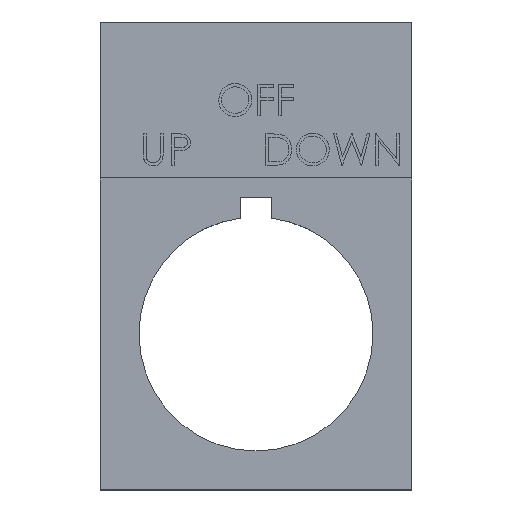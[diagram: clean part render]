
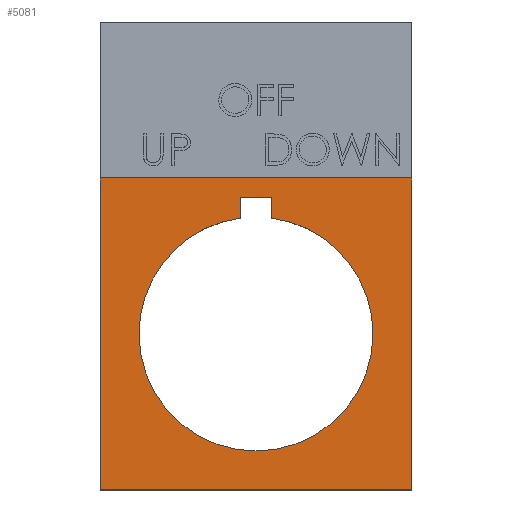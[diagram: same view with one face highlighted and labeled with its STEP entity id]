
A CAD part, top view. The second image highlights one B-rep face of the part: STEP entity #5081.
In plain terms, the highlighted planar face has unit normal (0, 0, 1).
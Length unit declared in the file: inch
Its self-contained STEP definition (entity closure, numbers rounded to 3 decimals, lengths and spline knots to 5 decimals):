
#77 = VECTOR ( 'NONE', #7566, 39.37008 ) ;
#183 = DIRECTION ( 'NONE',  ( 0., 0., -1. ) ) ;
#198 = AXIS2_PLACEMENT_3D ( 'NONE', #6430, #5568, #2364 ) ;
#262 = EDGE_CURVE ( 'NONE', #7171, #8164, #4124, .T. ) ;
#372 = VERTEX_POINT ( 'NONE', #7638 ) ;
#509 = EDGE_CURVE ( 'NONE', #3915, #7171, #1961, .T. ) ;
#529 = DIRECTION ( 'NONE',  ( 1., 0., 0. ) ) ;
#559 = CARTESIAN_POINT ( 'NONE',  ( -0.05906, 0.5177, 0.01969 ) ) ;
#585 = DIRECTION ( 'NONE',  ( 0., 1., 0. ) ) ;
#710 = VECTOR ( 'NONE', #6281, 39.37008 ) ;
#749 = VECTOR ( 'NONE', #585, 39.37008 ) ;
#767 = CIRCLE ( 'NONE', #198, 0.44291 ) ;
#1153 = CARTESIAN_POINT ( 'NONE',  ( 0.59055, 0.59055, 0.01969 ) ) ;
#1267 = EDGE_CURVE ( 'NONE', #8164, #4333, #4259, .T. ) ;
#1347 = ORIENTED_EDGE ( 'NONE', *, *, #7040, .T. ) ;
#1436 = ORIENTED_EDGE ( 'NONE', *, *, #509, .T. ) ;
#1485 = B_SPLINE_CURVE_WITH_KNOTS ( 'NONE', 3,
 ( #6195, #6846, #3043, #7485 ),
 .UNSPECIFIED., .F., .F.,
 ( 4, 4 ),
 ( 0., 1. ),
 .UNSPECIFIED. ) ;
#1739 = VERTEX_POINT ( 'NONE', #1153 ) ;
#1961 = CIRCLE ( 'NONE', #7157, 0.44291 ) ;
#2000 = VERTEX_POINT ( 'NONE', #2005 ) ;
#2005 = CARTESIAN_POINT ( 'NONE',  ( 0.59055, -0.59055, 0.01969 ) ) ;
#2125 = VERTEX_POINT ( 'NONE', #3100 ) ;
#2135 = EDGE_LOOP ( 'NONE', ( #7735, #3818, #1347, #7580, #1436, #5838 ) ) ;
#2364 = DIRECTION ( 'NONE',  ( 1., 0., 0. ) ) ;
#2399 = LINE ( 'NONE', #4208, #2498 ) ;
#2473 = DIRECTION ( 'NONE',  ( -1., 0., 0. ) ) ;
#2498 = VECTOR ( 'NONE', #4151, 39.37008 ) ;
#2547 = EDGE_CURVE ( 'NONE', #2125, #3915, #767, .T. ) ;
#2683 = CIRCLE ( 'NONE', #3335, 0.44291 ) ;
#2792 = CARTESIAN_POINT ( 'NONE',  ( -0.59055, -0.59055, 0.01969 ) ) ;
#3043 = CARTESIAN_POINT ( 'NONE',  ( -0.19685, 0.59055, 0.01969 ) ) ;
#3100 = CARTESIAN_POINT ( 'NONE',  ( 0.44291, 0., 0.01969 ) ) ;
#3110 = ORIENTED_EDGE ( 'NONE', *, *, #5758, .F. ) ;
#3210 = DIRECTION ( 'NONE',  ( 1., 0., 0. ) ) ;
#3335 = AXIS2_PLACEMENT_3D ( 'NONE', #3463, #183, #7218 ) ;
#3337 = CARTESIAN_POINT ( 'NONE',  ( 0., 0., 0.01969 ) ) ;
#3463 = CARTESIAN_POINT ( 'NONE',  ( 0., 0., 0.01969 ) ) ;
#3818 = ORIENTED_EDGE ( 'NONE', *, *, #6954, .T. ) ;
#3915 = VERTEX_POINT ( 'NONE', #7269 ) ;
#4080 = LINE ( 'NONE', #5088, #710 ) ;
#4124 = LINE ( 'NONE', #4994, #749 ) ;
#4136 = CARTESIAN_POINT ( 'NONE',  ( -0.05906, 0.43896, 0.01969 ) ) ;
#4151 = DIRECTION ( 'NONE',  ( 0., -1., 0. ) ) ;
#4157 = VECTOR ( 'NONE', #529, 39.37008 ) ;
#4208 = CARTESIAN_POINT ( 'NONE',  ( 0.59055, -0.59055, 0.01969 ) ) ;
#4259 = LINE ( 'NONE', #5000, #4157 ) ;
#4333 = VERTEX_POINT ( 'NONE', #5733 ) ;
#4515 = EDGE_CURVE ( 'NONE', #1739, #2000, #2399, .T. ) ;
#4557 = DIRECTION ( 'NONE',  ( 0., 0., 1. ) ) ;
#4682 = VERTEX_POINT ( 'NONE', #2792 ) ;
#4923 = EDGE_CURVE ( 'NONE', #1739, #7875, #1485, .T. ) ;
#4968 = CARTESIAN_POINT ( 'NONE',  ( -0.59055, 1.1811, 0.01969 ) ) ;
#4994 = CARTESIAN_POINT ( 'NONE',  ( -0.05906, 0.5177, 0.01969 ) ) ;
#5000 = CARTESIAN_POINT ( 'NONE',  ( 0.05906, 0.5177, 0.01969 ) ) ;
#5032 = AXIS2_PLACEMENT_3D ( 'NONE', #6436, #4557, #3210 ) ;
#5081 = ADVANCED_FACE ( 'NONE', ( #6131, #5926 ), #8120, .T. ) ;
#5088 = CARTESIAN_POINT ( 'NONE',  ( 0.05906, 0.43896, 0.01969 ) ) ;
#5250 = DIRECTION ( 'NONE',  ( 1., 0., 0. ) ) ;
#5381 = EDGE_CURVE ( 'NONE', #4682, #7875, #6630, .T. ) ;
#5522 = VECTOR ( 'NONE', #2473, 39.37008 ) ;
#5568 = DIRECTION ( 'NONE',  ( 0., 0., -1. ) ) ;
#5612 = ORIENTED_EDGE ( 'NONE', *, *, #5381, .F. ) ;
#5733 = CARTESIAN_POINT ( 'NONE',  ( 0.05906, 0.5177, 0.01969 ) ) ;
#5758 = EDGE_CURVE ( 'NONE', #2000, #4682, #7027, .T. ) ;
#5838 = ORIENTED_EDGE ( 'NONE', *, *, #262, .T. ) ;
#5893 = DIRECTION ( 'NONE',  ( 0., 0., -1. ) ) ;
#5926 = FACE_OUTER_BOUND ( 'NONE', #7775, .T. ) ;
#6131 = FACE_BOUND ( 'NONE', #2135, .T. ) ;
#6135 = ORIENTED_EDGE ( 'NONE', *, *, #4923, .T. ) ;
#6195 = CARTESIAN_POINT ( 'NONE',  ( 0.59055, 0.59055, 0.01969 ) ) ;
#6262 = CARTESIAN_POINT ( 'NONE',  ( -0.59055, -0.59055, 0.01969 ) ) ;
#6281 = DIRECTION ( 'NONE',  ( 0., -1., 0. ) ) ;
#6430 = CARTESIAN_POINT ( 'NONE',  ( 0., 0., 0.01969 ) ) ;
#6436 = CARTESIAN_POINT ( 'NONE',  ( 0., 0.29528, 0.01969 ) ) ;
#6582 = CARTESIAN_POINT ( 'NONE',  ( -0.59055, 0.59055, 0.01969 ) ) ;
#6630 = LINE ( 'NONE', #4968, #77 ) ;
#6670 = ORIENTED_EDGE ( 'NONE', *, *, #4515, .F. ) ;
#6846 = CARTESIAN_POINT ( 'NONE',  ( 0.19685, 0.59055, 0.01969 ) ) ;
#6954 = EDGE_CURVE ( 'NONE', #4333, #372, #4080, .T. ) ;
#7027 = LINE ( 'NONE', #6262, #5522 ) ;
#7040 = EDGE_CURVE ( 'NONE', #372, #2125, #2683, .T. ) ;
#7157 = AXIS2_PLACEMENT_3D ( 'NONE', #3337, #5893, #5250 ) ;
#7171 = VERTEX_POINT ( 'NONE', #4136 ) ;
#7218 = DIRECTION ( 'NONE',  ( 1., 0., 0. ) ) ;
#7269 = CARTESIAN_POINT ( 'NONE',  ( -0.44291, 0., 0.01969 ) ) ;
#7485 = CARTESIAN_POINT ( 'NONE',  ( -0.59055, 0.59055, 0.01969 ) ) ;
#7566 = DIRECTION ( 'NONE',  ( 0., 1., 0. ) ) ;
#7580 = ORIENTED_EDGE ( 'NONE', *, *, #2547, .T. ) ;
#7638 = CARTESIAN_POINT ( 'NONE',  ( 0.05906, 0.43896, 0.01969 ) ) ;
#7735 = ORIENTED_EDGE ( 'NONE', *, *, #1267, .T. ) ;
#7775 = EDGE_LOOP ( 'NONE', ( #3110, #6670, #6135, #5612 ) ) ;
#7875 = VERTEX_POINT ( 'NONE', #6582 ) ;
#8120 = PLANE ( 'NONE',  #5032 ) ;
#8164 = VERTEX_POINT ( 'NONE', #559 ) ;
